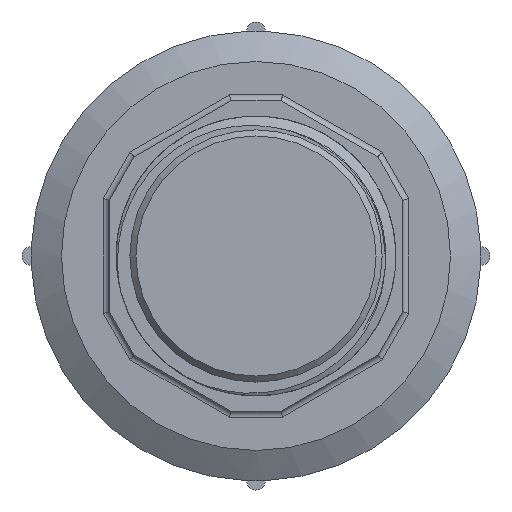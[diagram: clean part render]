
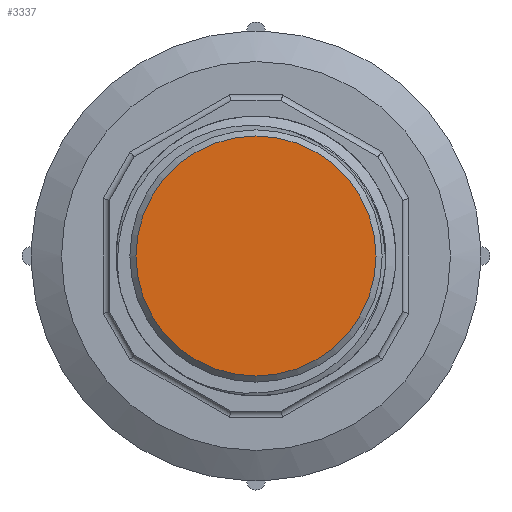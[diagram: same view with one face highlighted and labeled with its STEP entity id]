
A CAD part, front view. The second image highlights one B-rep face of the part: STEP entity #3337.
In plain terms, the highlighted planar face has unit normal (0, -1, 0).
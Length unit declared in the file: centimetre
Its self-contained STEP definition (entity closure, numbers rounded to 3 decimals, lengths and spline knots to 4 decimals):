
#634=FACE_OUTER_BOUND('',#842,.T.);
#842=EDGE_LOOP('',(#2199));
#1078=CIRCLE('',#3551,0.9875);
#1344=VERTEX_POINT('',#5061);
#1682=EDGE_CURVE('',#1344,#1344,#1078,.T.);
#2199=ORIENTED_EDGE('',*,*,#1682,.T.);
#3227=PLANE('',#3550);
#3337=ADVANCED_FACE('',(#634),#3227,.T.);
#3550=AXIS2_PLACEMENT_3D('',#5060,#3962,#3963);
#3551=AXIS2_PLACEMENT_3D('',#5062,#3964,#3965);
#3962=DIRECTION('center_axis',(0.,-1.,0.));
#3963=DIRECTION('ref_axis',(0.,0.,-1.));
#3964=DIRECTION('center_axis',(0.,-1.,0.));
#3965=DIRECTION('ref_axis',(1.,0.,0.));
#5060=CARTESIAN_POINT('Origin',(0.9588,-1.425,0.));
#5061=CARTESIAN_POINT('',(0.9875,-1.425,0.));
#5062=CARTESIAN_POINT('Origin',(0.,-1.425,0.));
